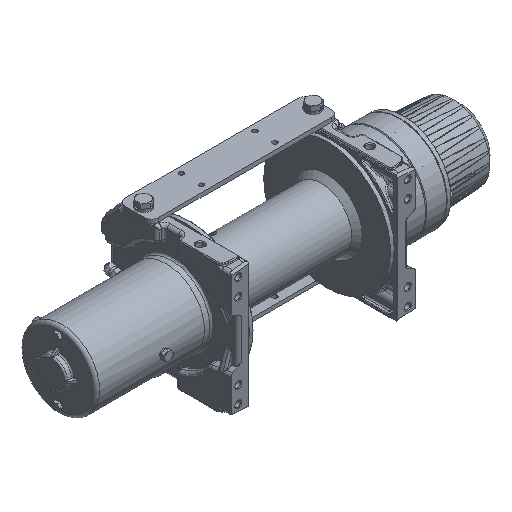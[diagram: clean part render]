
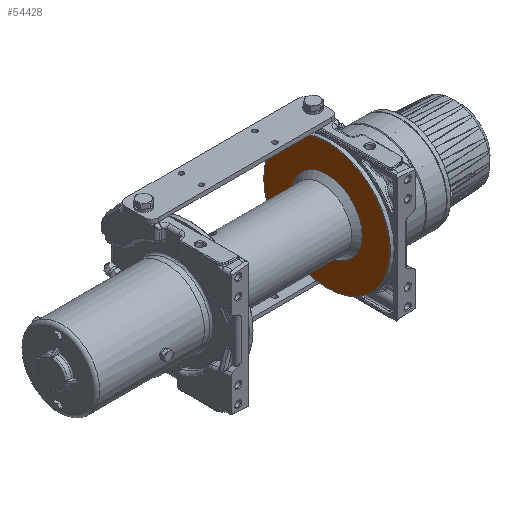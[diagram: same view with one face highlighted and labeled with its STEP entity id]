
A CAD part, isometric view. The second image highlights one B-rep face of the part: STEP entity #54428.
In plain terms, the highlighted planar face has unit normal (-1, 0, 0).
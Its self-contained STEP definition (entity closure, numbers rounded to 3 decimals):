
#1866=FACE_BOUND('',#12163,.T.);
#4547=PLANE('',#57936);
#8754=FACE_OUTER_BOUND('',#12162,.T.);
#12162=EDGE_LOOP('',(#37214,#37215));
#12163=EDGE_LOOP('',(#37216,#37217));
#20413=CIRCLE('',#57894,53.);
#20414=CIRCLE('',#57895,53.);
#20425=CIRCLE('',#57912,94.5);
#20426=CIRCLE('',#57913,94.5);
#23787=VERTEX_POINT('',#79027);
#23788=VERTEX_POINT('',#79028);
#23802=VERTEX_POINT('',#79103);
#23803=VERTEX_POINT('',#79105);
#28827=EDGE_CURVE('',#23787,#23788,#20413,.T.);
#28828=EDGE_CURVE('',#23788,#23787,#20414,.T.);
#28849=EDGE_CURVE('',#23802,#23803,#20425,.T.);
#28850=EDGE_CURVE('',#23803,#23802,#20426,.T.);
#37214=ORIENTED_EDGE('',*,*,#28850,.F.);
#37215=ORIENTED_EDGE('',*,*,#28849,.F.);
#37216=ORIENTED_EDGE('',*,*,#28827,.T.);
#37217=ORIENTED_EDGE('',*,*,#28828,.T.);
#54428=ADVANCED_FACE('',(#8754,#1866),#4547,.F.);
#57894=AXIS2_PLACEMENT_3D('',#79029,#64087,#64088);
#57895=AXIS2_PLACEMENT_3D('',#79030,#64089,#64090);
#57912=AXIS2_PLACEMENT_3D('',#79106,#64131,#64132);
#57913=AXIS2_PLACEMENT_3D('',#79107,#64133,#64134);
#57936=AXIS2_PLACEMENT_3D('',#79150,#64184,#64185);
#64087=DIRECTION('center_axis',(1.,0.,0.));
#64088=DIRECTION('ref_axis',(0.,0.,
-1.));
#64089=DIRECTION('center_axis',(1.,0.,0.));
#64090=DIRECTION('ref_axis',(0.,0.,
-1.));
#64131=DIRECTION('center_axis',(1.,0.,0.));
#64132=DIRECTION('ref_axis',(0.,1.,0.));
#64133=DIRECTION('center_axis',(1.,0.,0.));
#64134=DIRECTION('ref_axis',(0.,1.,0.));
#64184=DIRECTION('center_axis',(1.,0.,0.));
#64185=DIRECTION('ref_axis',(0.,0.,
-1.));
#79027=CARTESIAN_POINT('',(117.088,-0.447,-59.047));
#79028=CARTESIAN_POINT('',(117.088,-0.447,46.953));
#79029=CARTESIAN_POINT('Origin',(117.088,-0.447,-6.047));
#79030=CARTESIAN_POINT('Origin',(117.088,-0.447,-6.047));
#79103=CARTESIAN_POINT('',(117.088,-94.947,-6.047));
#79105=CARTESIAN_POINT('',(117.088,94.053,-6.047));
#79106=CARTESIAN_POINT('Origin',(117.088,-0.447,-6.047));
#79107=CARTESIAN_POINT('Origin',(117.088,-0.447,-6.047));
#79150=CARTESIAN_POINT('Origin',(117.088,-96.081,89.587));
